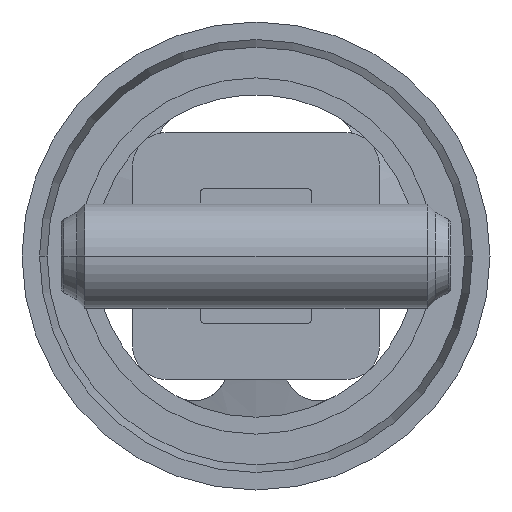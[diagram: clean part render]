
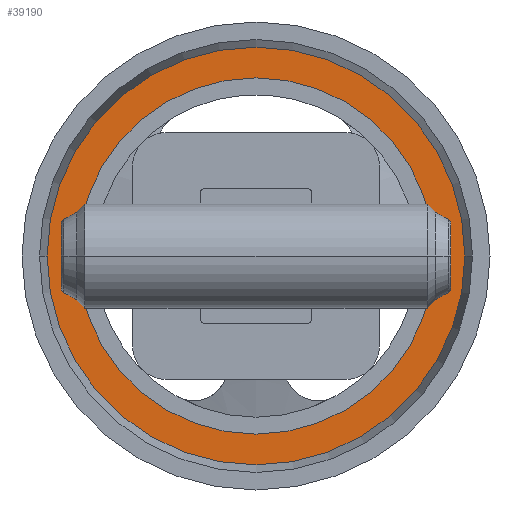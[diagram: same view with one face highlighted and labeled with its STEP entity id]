
A CAD part, front view. The second image highlights one B-rep face of the part: STEP entity #39190.
In plain terms, the highlighted planar face has unit normal (0, -1, 0).
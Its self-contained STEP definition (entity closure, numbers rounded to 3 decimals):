
#38640=CARTESIAN_POINT('',(155.323,225.14,0.
));
#38650=VERTEX_POINT('',#38640);
#38680=CARTESIAN_POINT('',(75.,225.14,0.));
#38690=DIRECTION('',(0.,1.,0.));
#38700=DIRECTION('',(1.,0.,0.));
#38710=AXIS2_PLACEMENT_3D('',#38680,#38690,#38700);
#38720=CIRCLE('',#38710,80.323);
#38730=CARTESIAN_POINT('',(-5.323,225.14,0.));
#38740=VERTEX_POINT('',#38730);
#38750=EDGE_CURVE('',#38740,#38650,#38720,.T.);
#38940=CARTESIAN_POINT('',(149.412,225.14,0.
));
#38950=DIRECTION('',(0.,-1.,0.));
#38960=DIRECTION('',(-1.,0.,0.));
#38970=AXIS2_PLACEMENT_3D('',#38940,#38950,#38960);
#38980=PLANE('',#38970);
#38990=ORIENTED_EDGE('',*,*,#38750,.F.);
#39000=EDGE_CURVE('',#38650,#38740,#38720,.T.);
#39010=ORIENTED_EDGE('',*,*,#39000,.F.);
#39020=EDGE_LOOP('',(#39010,#38990));
#39030=FACE_OUTER_BOUND('',#39020,.T.);
#39040=CARTESIAN_POINT('',(75.,225.14,0.));
#39050=DIRECTION('',(0.,1.,0.));
#39060=DIRECTION('',(1.,0.,0.));
#39070=AXIS2_PLACEMENT_3D('',#39040,#39050,#39060);
#39080=CIRCLE('',#39070,68.5);
#39090=CARTESIAN_POINT('',(143.5,225.14,0.));
#39100=VERTEX_POINT('',#39090);
#39110=CARTESIAN_POINT('',(6.5,225.14,0.));
#39120=VERTEX_POINT('',#39110);
#39130=EDGE_CURVE('',#39100,#39120,#39080,.T.);
#39140=ORIENTED_EDGE('',*,*,#39130,.T.);
#39150=EDGE_CURVE('',#39120,#39100,#39080,.T.);
#39160=ORIENTED_EDGE('',*,*,#39150,.T.);
#39170=EDGE_LOOP('',(#39160,#39140));
#39180=FACE_BOUND('',#39170,.T.);
#39190=ADVANCED_FACE('',(#39030,#39180),#38980,.T.);
